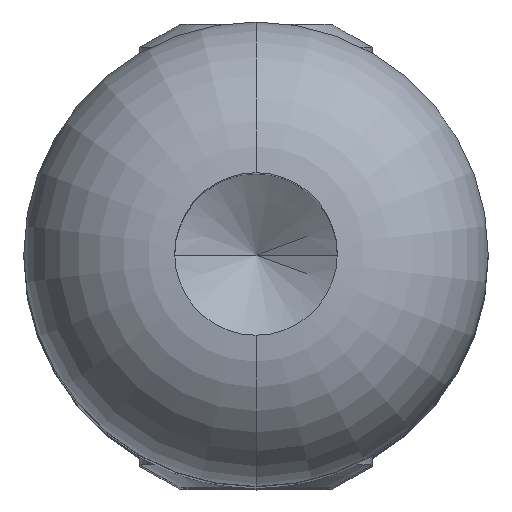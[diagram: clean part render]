
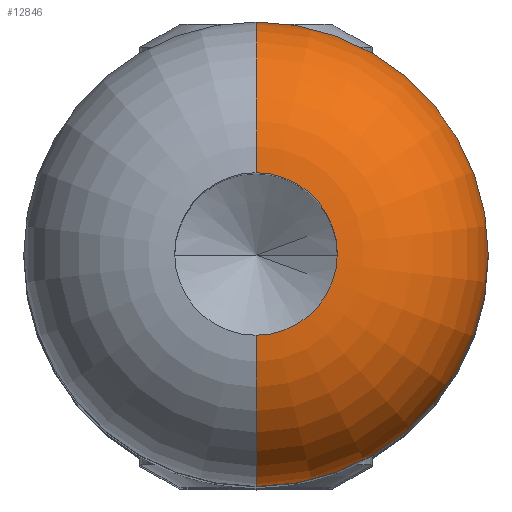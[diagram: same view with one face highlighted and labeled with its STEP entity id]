
A CAD part, top view. The second image highlights one B-rep face of the part: STEP entity #12846.
In plain terms, the highlighted toroidal (fillet/blend) face has major radius 2 mm and minor radius 4 mm.
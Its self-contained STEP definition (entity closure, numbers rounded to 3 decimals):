
#25 = CARTESIAN_POINT ( 'NONE',  ( 0., -6., 26. ) ) ;
#689 = CARTESIAN_POINT ( 'NONE',  ( 0., -2., 26. ) ) ;
#801 = CARTESIAN_POINT ( 'NONE',  ( 0., 2.1, 29.999 ) ) ;
#904 = DIRECTION ( 'NONE',  ( 0., 1., 0. ) ) ;
#1215 = VERTEX_POINT ( 'NONE', #2554 ) ;
#1248 = ORIENTED_EDGE ( 'NONE', *, *, #9824, .F. ) ;
#1283 = CARTESIAN_POINT ( 'NONE',  ( 2.1, 0., 29.999 ) ) ;
#1505 = CIRCLE ( 'NONE', #15627, 2.1 ) ;
#2267 = DIRECTION ( 'NONE',  ( 0., 0., -1. ) ) ;
#2285 = CARTESIAN_POINT ( 'NONE',  ( 0., 0., 29.999 ) ) ;
#2394 = DIRECTION ( 'NONE',  ( 0., 1., 0. ) ) ;
#2473 = FACE_OUTER_BOUND ( 'NONE', #4892, .T. ) ;
#2530 = EDGE_CURVE ( 'NONE', #6906, #4409, #6037, .T. ) ;
#2554 = CARTESIAN_POINT ( 'NONE',  ( 0., -2.1, 29.999 ) ) ;
#3139 = CIRCLE ( 'NONE', #8162, 4. ) ;
#3322 = DIRECTION ( 'NONE',  ( 0., 0., 1. ) ) ;
#4322 = EDGE_CURVE ( 'NONE', #1215, #6628, #12495, .T. ) ;
#4409 = VERTEX_POINT ( 'NONE', #801 ) ;
#4784 = ORIENTED_EDGE ( 'NONE', *, *, #4322, .T. ) ;
#4892 = EDGE_LOOP ( 'NONE', ( #1248, #4784, #14922, #7566, #7536 ) ) ;
#5574 = CARTESIAN_POINT ( 'NONE',  ( 0., 6., 26. ) ) ;
#6037 = CIRCLE ( 'NONE', #14208, 2.1 ) ;
#6302 = VERTEX_POINT ( 'NONE', #5574 ) ;
#6628 = VERTEX_POINT ( 'NONE', #25 ) ;
#6906 = VERTEX_POINT ( 'NONE', #1283 ) ;
#6910 = DIRECTION ( 'NONE',  ( 0., 0., 1. ) ) ;
#7095 = DIRECTION ( 'NONE',  ( 1., 0., 0. ) ) ;
#7536 = ORIENTED_EDGE ( 'NONE', *, *, #2530, .F. ) ;
#7566 = ORIENTED_EDGE ( 'NONE', *, *, #8222, .F. ) ;
#7743 = EDGE_CURVE ( 'NONE', #6302, #6628, #9614, .T. ) ;
#8162 = AXIS2_PLACEMENT_3D ( 'NONE', #12254, #15935, #16094 ) ;
#8186 = DIRECTION ( 'NONE',  ( 0., 1., 0. ) ) ;
#8222 = EDGE_CURVE ( 'NONE', #4409, #6302, #3139, .T. ) ;
#9614 = CIRCLE ( 'NONE', #15127, 6. ) ;
#9824 = EDGE_CURVE ( 'NONE', #1215, #6906, #1505, .T. ) ;
#10101 = CARTESIAN_POINT ( 'NONE',  ( 0., 0., 26. ) ) ;
#11407 = CARTESIAN_POINT ( 'NONE',  ( 0., 0., 26. ) ) ;
#11960 = AXIS2_PLACEMENT_3D ( 'NONE', #10101, #15313, #2394 ) ;
#12254 = CARTESIAN_POINT ( 'NONE',  ( 0., 2., 26. ) ) ;
#12386 = DIRECTION ( 'NONE',  ( 0., 1., 0. ) ) ;
#12495 = CIRCLE ( 'NONE', #12820, 4. ) ;
#12820 = AXIS2_PLACEMENT_3D ( 'NONE', #689, #7095, #13714 ) ;
#12846 = ADVANCED_FACE ( 'NONE', ( #2473 ), #15846, .T. ) ;
#13714 = DIRECTION ( 'NONE',  ( 0., 1., 0. ) ) ;
#14208 = AXIS2_PLACEMENT_3D ( 'NONE', #14652, #6910, #8186 ) ;
#14652 = CARTESIAN_POINT ( 'NONE',  ( 0., 0., 29.999 ) ) ;
#14922 = ORIENTED_EDGE ( 'NONE', *, *, #7743, .F. ) ;
#15127 = AXIS2_PLACEMENT_3D ( 'NONE', #11407, #2267, #904 ) ;
#15313 = DIRECTION ( 'NONE',  ( 0., 0., -1. ) ) ;
#15627 = AXIS2_PLACEMENT_3D ( 'NONE', #2285, #3322, #12386 ) ;
#15846 = TOROIDAL_SURFACE ( 'NONE', #11960, 2., 4. ) ;
#15935 = DIRECTION ( 'NONE',  ( -1., 0., 0. ) ) ;
#16094 = DIRECTION ( 'NONE',  ( 0., 0., 1. ) ) ;
